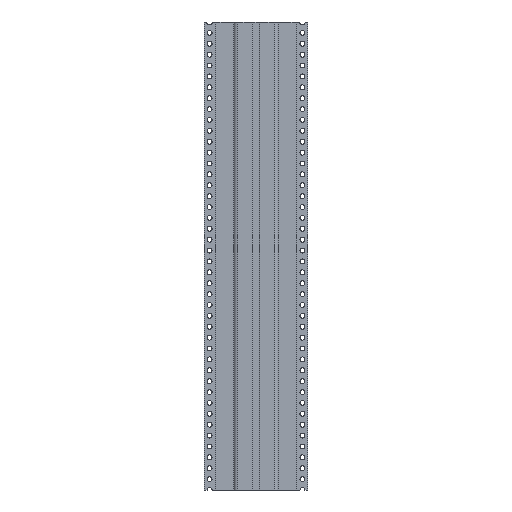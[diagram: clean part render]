
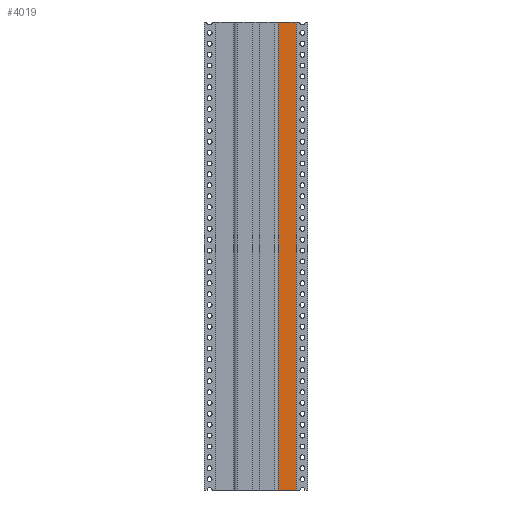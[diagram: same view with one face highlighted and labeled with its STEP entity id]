
A CAD part, left-side view. The second image highlights one B-rep face of the part: STEP entity #4019.
In plain terms, the highlighted planar face has unit normal (-1, 0, 0).
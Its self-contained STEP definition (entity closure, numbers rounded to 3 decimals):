
#416=B_SPLINE_CURVE_WITH_KNOTS($,1,(#7148,#7149),.UNSPECIFIED.,.F.,.F.,
(2,2),(0.,0.506),.UNSPECIFIED.);
#417=B_SPLINE_CURVE_WITH_KNOTS($,1,(#7152,#7153),.UNSPECIFIED.,.F.,.F.,
(2,2),(0.,1.),.UNSPECIFIED.);
#418=B_SPLINE_CURVE_WITH_KNOTS($,1,(#7154,#7155),.UNSPECIFIED.,.F.,.F.,
(2,2),(0.494,1.),.UNSPECIFIED.);
#558=LINE($,#5032,#640);
#640=VECTOR($,#4415,9.);
#714=PLANE($,#4260);
#1195=FACE_OUTER_BOUND($,#1448,.T.);
#1448=EDGE_LOOP($,(#3413,#3414,#3415,#3416));
#1735=VERTEX_POINT($,#5029);
#1736=VERTEX_POINT($,#5031);
#2009=VERTEX_POINT($,#7145);
#2010=VERTEX_POINT($,#7151);
#2136=EDGE_CURVE($,#1736,#1735,#558,.T.);
#2558=EDGE_CURVE($,#2009,#1735,#416,.T.);
#2559=EDGE_CURVE($,#2010,#2009,#417,.T.);
#2560=EDGE_CURVE($,#1736,#2010,#418,.T.);
#3413=ORIENTED_EDGE($,*,*,#2136,.T.);
#3414=ORIENTED_EDGE($,*,*,#2558,.F.);
#3415=ORIENTED_EDGE($,*,*,#2559,.F.);
#3416=ORIENTED_EDGE($,*,*,#2560,.F.);
#4019=ADVANCED_FACE($,(#1195),#714,.T.);
#4260=AXIS2_PLACEMENT_3D($,#7150,#4767,#4768);
#4415=DIRECTION($,(0.,-1.,0.));
#4767=DIRECTION('center_axis',(-1.,0.,0.));
#4768=DIRECTION('ref_axis',(0.,0.,1.));
#5029=CARTESIAN_POINT('',(-34.835,-115.985,-218.44));
#5031=CARTESIAN_POINT('',(-34.835,-106.985,-218.44));
#5032=CARTESIAN_POINT($,(-34.835,-104.68,-218.44));
#7145=CARTESIAN_POINT('',(-34.835,-115.985,0.));
#7148=CARTESIAN_POINT('Ctrl Pts',(-34.835,-115.985,0.));
#7149=CARTESIAN_POINT('Ctrl Pts',(-34.835,-115.985,-218.44));
#7150=CARTESIAN_POINT('Origin',(-34.835,-111.485,-215.9));
#7151=CARTESIAN_POINT('',(-34.835,-106.985,0.));
#7152=CARTESIAN_POINT('Ctrl Pts',(-34.835,-106.985,0.));
#7153=CARTESIAN_POINT('Ctrl Pts',(-34.835,-115.985,0.));
#7154=CARTESIAN_POINT('Ctrl Pts',(-34.835,-106.985,-218.44));
#7155=CARTESIAN_POINT('Ctrl Pts',(-34.835,-106.985,0.));
